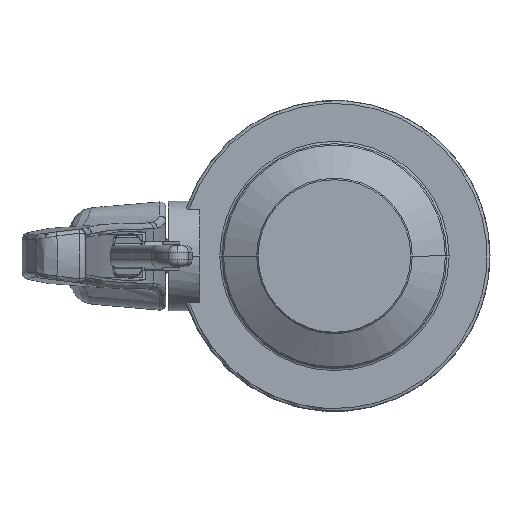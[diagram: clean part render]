
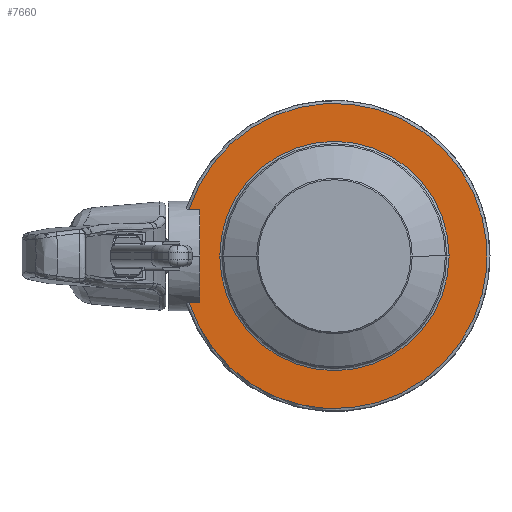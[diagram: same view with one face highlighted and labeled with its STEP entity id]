
A CAD part, left-side view. The second image highlights one B-rep face of the part: STEP entity #7660.
In plain terms, the highlighted planar face has unit normal (-1, 0, 0).
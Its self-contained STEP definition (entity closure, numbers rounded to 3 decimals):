
#1560 = CARTESIAN_POINT ( 'NONE',  ( -10., 0., 0. ) ) ;
#1587 = DIRECTION ( 'NONE',  ( -1., 0., 0. ) ) ;
#1699 = DIRECTION ( 'NONE',  ( 0., 1., 0. ) ) ;
#2109 = ORIENTED_EDGE ( 'NONE', *, *, #7602, .T. ) ;
#2124 = ORIENTED_EDGE ( 'NONE', *, *, #7608, .T. ) ;
#2128 = ORIENTED_EDGE ( 'NONE', *, *, #7593, .F. ) ;
#2130 = ORIENTED_EDGE ( 'NONE', *, *, #7967, .F. ) ;
#2133 = ORIENTED_EDGE ( 'NONE', *, *, #8023, .T. ) ;
#2141 = ORIENTED_EDGE ( 'NONE', *, *, #8035, .F. ) ;
#2397 = VECTOR ( 'NONE', #9636, 1000. ) ;
#2549 = VECTOR ( 'NONE', #10467, 1000. ) ;
#2568 = AXIS2_PLACEMENT_3D ( 'NONE', #10218, #10220, #10222 ) ;
#2574 = CIRCLE ( 'NONE', #2568, 39.8 ) ;
#2675 = VERTEX_POINT ( 'NONE', #2822 ) ;
#2785 = DIRECTION ( 'NONE',  ( 0., 0., 1. ) ) ;
#2787 = CARTESIAN_POINT ( 'NONE',  ( -10., 46.774, 0. ) ) ;
#2790 = LINE ( 'NONE', #2787, #5617 ) ;
#2805 = CARTESIAN_POINT ( 'NONE',  ( -10., 50.478, 16.155 ) ) ;
#2822 = CARTESIAN_POINT ( 'NONE',  ( -10., -39.8, 0. ) ) ;
#2990 = DIRECTION ( 'NONE',  ( 1., 0., 0. ) ) ;
#2998 = DIRECTION ( 'NONE',  ( 0., 1., 0. ) ) ;
#3022 = CARTESIAN_POINT ( 'NONE',  ( -10., 39.8, 0. ) ) ;
#3030 = CARTESIAN_POINT ( 'NONE',  ( -10., 50.478, -16.155 ) ) ;
#3075 = CARTESIAN_POINT ( 'NONE',  ( -10., 46.774, 16.155 ) ) ;
#3081 = CARTESIAN_POINT ( 'NONE',  ( -10., 46.774, -16.155 ) ) ;
#3226 = CARTESIAN_POINT ( 'NONE',  ( -10., 0., 0. ) ) ;
#3674 = EDGE_LOOP ( 'NONE', ( #2130, #2128, #2141, #2124 ) ) ;
#3696 = EDGE_LOOP ( 'NONE', ( #2109, #2133 ) ) ;
#3708 = VERTEX_POINT ( 'NONE', #2805 ) ;
#3718 = VERTEX_POINT ( 'NONE', #3075 ) ;
#3844 = VERTEX_POINT ( 'NONE', #3022 ) ;
#3852 = VERTEX_POINT ( 'NONE', #3030 ) ;
#3943 = VERTEX_POINT ( 'NONE', #3081 ) ;
#5461 = AXIS2_PLACEMENT_3D ( 'NONE', #1560, #1587, #1699 ) ;
#5503 = AXIS2_PLACEMENT_3D ( 'NONE', #3226, #2990, #2998 ) ;
#5594 = CIRCLE ( 'NONE', #5461, 53. ) ;
#5609 = CIRCLE ( 'NONE', #5503, 39.8 ) ;
#5617 = VECTOR ( 'NONE', #2785, 1000. ) ;
#5671 = AXIS2_PLACEMENT_3D ( 'NONE', #7322, #7319, #7326 ) ;
#7317 = FACE_BOUND ( 'NONE', #3696, .T. ) ;
#7319 = DIRECTION ( 'NONE',  ( 1., 0., 0. ) ) ;
#7322 = CARTESIAN_POINT ( 'NONE',  ( -10., 0., 39. ) ) ;
#7323 = FACE_OUTER_BOUND ( 'NONE', #3674, .T. ) ;
#7324 = PLANE ( 'NONE',  #5671 ) ;
#7326 = DIRECTION ( 'NONE',  ( 0., 1., 0. ) ) ;
#7593 = EDGE_CURVE ( 'NONE', #3943, #3718, #2790, .T. ) ;
#7602 = EDGE_CURVE ( 'NONE', #3844, #2675, #5609, .T. ) ;
#7608 = EDGE_CURVE ( 'NONE', #3852, #3708, #5594, .T. ) ;
#7660 = ADVANCED_FACE ( 'NONE', ( #7323, #7317 ), #7324, .F. ) ;
#7967 = EDGE_CURVE ( 'NONE', #3718, #3708, #9620, .T. ) ;
#8023 = EDGE_CURVE ( 'NONE', #2675, #3844, #2574, .T. ) ;
#8035 = EDGE_CURVE ( 'NONE', #3852, #3943, #10465, .T. ) ;
#9620 = LINE ( 'NONE', #9632, #2397 ) ;
#9632 = CARTESIAN_POINT ( 'NONE',  ( -10., 26.899, 16.155 ) ) ;
#9636 = DIRECTION ( 'NONE',  ( 0., 1., 0. ) ) ;
#10218 = CARTESIAN_POINT ( 'NONE',  ( -10., 0., 0. ) ) ;
#10220 = DIRECTION ( 'NONE',  ( 1., 0., 0. ) ) ;
#10222 = DIRECTION ( 'NONE',  ( 0., 1., 0. ) ) ;
#10465 = LINE ( 'NONE', #10466, #2549 ) ;
#10466 = CARTESIAN_POINT ( 'NONE',  ( -10., 26.899, -16.155 ) ) ;
#10467 = DIRECTION ( 'NONE',  ( 0., -1., 0. ) ) ;
